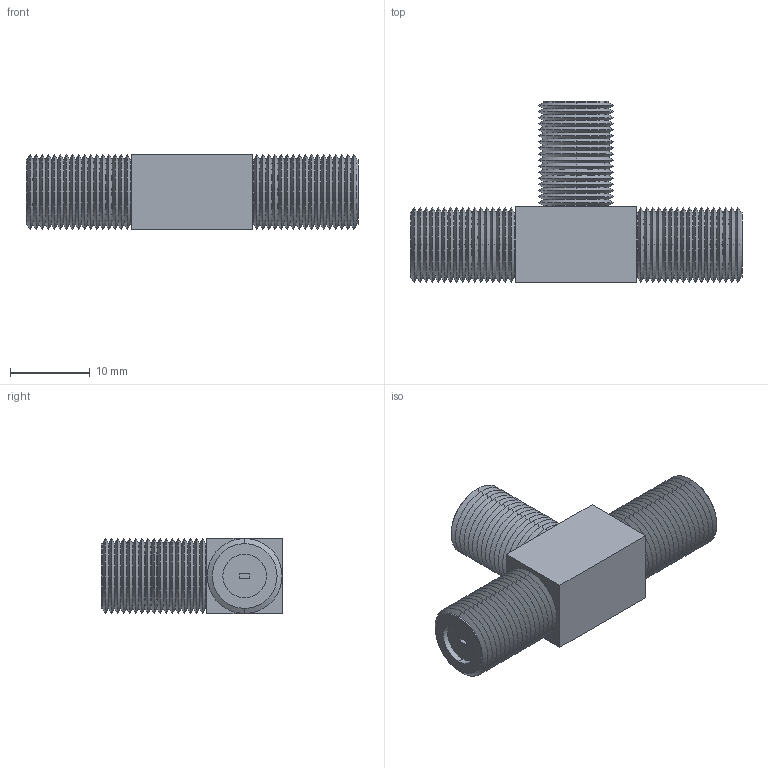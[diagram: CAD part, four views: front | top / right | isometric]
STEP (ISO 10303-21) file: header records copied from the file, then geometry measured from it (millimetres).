
FILE_DESCRIPTION (( 'STEP AP203' ), '1' );
FILE_NAME ('BA132.STEP', '2006-06-30T19:24:24', ( ' ' ), ( ' ' ), 'SwSTEP 2.0', 'SolidWorks 2005354', '' );
FILE_SCHEMA (( 'CONFIG_CONTROL_DESIGN' ));
Length unit declared in the file: inch
Products named in the file (1): BA132
Bounding box: 41.66 x 22.73 x 9.53 mm (x, y, z)
Volume: 3702.6 mm3; surface area: 2925.3 mm2
Topology: 1 solids, 1 shells, 345 faces, 696 edges, 362 vertices
Faces by surface type: cone 204, cylinder 114, plane 27
Entity records: 8791 total; most frequent: DIRECTION 1718, CARTESIAN_POINT 1404, ORIENTED_EDGE 1392, EDGE_CURVE 696, AXIS2_PLACEMENT_3D 676, VECTOR 366, LINE 366, VERTEX_POINT 362
